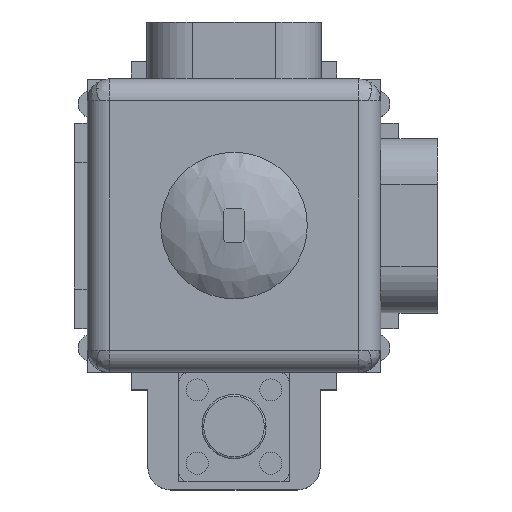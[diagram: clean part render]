
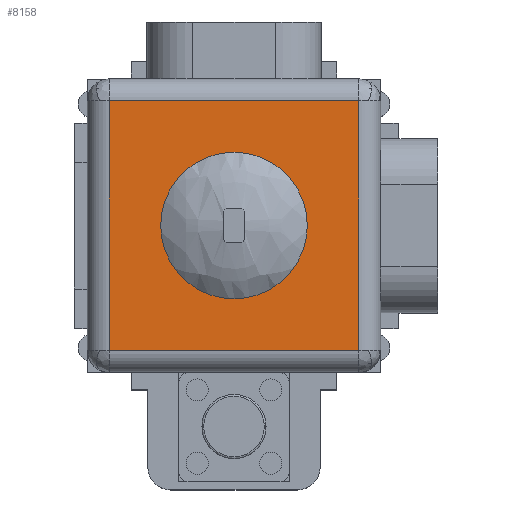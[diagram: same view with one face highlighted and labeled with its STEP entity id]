
A CAD part, top view. The second image highlights one B-rep face of the part: STEP entity #8158.
In plain terms, the highlighted planar face has unit normal (0, 0, 1).
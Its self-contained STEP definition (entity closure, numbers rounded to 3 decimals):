
#42 = VECTOR ( 'NONE', #10896, 1000. ) ;
#209 = CIRCLE ( 'NONE', #8731, 4. ) ;
#579 = CARTESIAN_POINT ( 'NONE',  ( 0., -6.8, 12.2 ) ) ;
#708 = CARTESIAN_POINT ( 'NONE',  ( 0., 0., 12.2 ) ) ;
#765 = EDGE_LOOP ( 'NONE', ( #4913, #7348 ) ) ;
#1326 = VERTEX_POINT ( 'NONE', #9645 ) ;
#2301 = VERTEX_POINT ( 'NONE', #3122 ) ;
#2907 = AXIS2_PLACEMENT_3D ( 'NONE', #5270, #3509, #4545 ) ;
#3038 = CARTESIAN_POINT ( 'NONE',  ( -6.8, 0., 12.2 ) ) ;
#3122 = CARTESIAN_POINT ( 'NONE',  ( -6.8, 6.8, 12.2 ) ) ;
#3291 = LINE ( 'NONE', #5120, #11268 ) ;
#3299 = EDGE_LOOP ( 'NONE', ( #5687, #10665, #7411, #3762 ) ) ;
#3509 = DIRECTION ( 'NONE',  ( 0., 0., -1. ) ) ;
#3590 = FACE_OUTER_BOUND ( 'NONE', #3299, .T. ) ;
#3762 = ORIENTED_EDGE ( 'NONE', *, *, #7059, .T. ) ;
#4062 = AXIS2_PLACEMENT_3D ( 'NONE', #9425, #8567, #6790 ) ;
#4234 = CARTESIAN_POINT ( 'NONE',  ( 6.8, 6.8, 12.2 ) ) ;
#4319 = EDGE_CURVE ( 'NONE', #2301, #11020, #8838, .T. ) ;
#4417 = CARTESIAN_POINT ( 'NONE',  ( 4., 0., 12.2 ) ) ;
#4545 = DIRECTION ( 'NONE',  ( 1., 0., 0. ) ) ;
#4913 = ORIENTED_EDGE ( 'NONE', *, *, #11721, .T. ) ;
#4944 = VERTEX_POINT ( 'NONE', #4234 ) ;
#4970 = DIRECTION ( 'NONE',  ( 1., 0., 0. ) ) ;
#5120 = CARTESIAN_POINT ( 'NONE',  ( 6.8, 0., 12.2 ) ) ;
#5270 = CARTESIAN_POINT ( 'NONE',  ( 0., 0., 12.2 ) ) ;
#5495 = VECTOR ( 'NONE', #7000, 1000. ) ;
#5562 = EDGE_CURVE ( 'NONE', #11020, #6125, #8883, .T. ) ;
#5687 = ORIENTED_EDGE ( 'NONE', *, *, #4319, .T. ) ;
#6125 = VERTEX_POINT ( 'NONE', #6762 ) ;
#6378 = DIRECTION ( 'NONE',  ( 0., 0., -1. ) ) ;
#6479 = CARTESIAN_POINT ( 'NONE',  ( 0., 6.8, 12.2 ) ) ;
#6580 = CARTESIAN_POINT ( 'NONE',  ( -6.8, -6.8, 12.2 ) ) ;
#6762 = CARTESIAN_POINT ( 'NONE',  ( 6.8, -6.8, 12.2 ) ) ;
#6790 = DIRECTION ( 'NONE',  ( 1., 0., 0. ) ) ;
#7000 = DIRECTION ( 'NONE',  ( 0., -1., 0. ) ) ;
#7059 = EDGE_CURVE ( 'NONE', #4944, #2301, #8109, .T. ) ;
#7348 = ORIENTED_EDGE ( 'NONE', *, *, #10131, .T. ) ;
#7411 = ORIENTED_EDGE ( 'NONE', *, *, #10486, .T. ) ;
#8109 = LINE ( 'NONE', #6479, #42 ) ;
#8156 = CIRCLE ( 'NONE', #2907, 4. ) ;
#8158 = ADVANCED_FACE ( 'NONE', ( #9367, #3590 ), #9303, .T. ) ;
#8438 = VERTEX_POINT ( 'NONE', #4417 ) ;
#8567 = DIRECTION ( 'NONE',  ( 0., 0., 1. ) ) ;
#8600 = DIRECTION ( 'NONE',  ( 0., 1., 0. ) ) ;
#8731 = AXIS2_PLACEMENT_3D ( 'NONE', #708, #6378, #11781 ) ;
#8838 = LINE ( 'NONE', #3038, #5495 ) ;
#8883 = LINE ( 'NONE', #579, #11353 ) ;
#9303 = PLANE ( 'NONE',  #4062 ) ;
#9367 = FACE_BOUND ( 'NONE', #765, .T. ) ;
#9425 = CARTESIAN_POINT ( 'NONE',  ( 0., 0., 12.2 ) ) ;
#9645 = CARTESIAN_POINT ( 'NONE',  ( -4., 0., 12.2 ) ) ;
#10131 = EDGE_CURVE ( 'NONE', #1326, #8438, #8156, .T. ) ;
#10486 = EDGE_CURVE ( 'NONE', #6125, #4944, #3291, .T. ) ;
#10665 = ORIENTED_EDGE ( 'NONE', *, *, #5562, .T. ) ;
#10896 = DIRECTION ( 'NONE',  ( -1., 0., 0. ) ) ;
#11020 = VERTEX_POINT ( 'NONE', #6580 ) ;
#11268 = VECTOR ( 'NONE', #8600, 1000. ) ;
#11353 = VECTOR ( 'NONE', #4970, 1000. ) ;
#11721 = EDGE_CURVE ( 'NONE', #8438, #1326, #209, .T. ) ;
#11781 = DIRECTION ( 'NONE',  ( 1., 0., 0. ) ) ;
